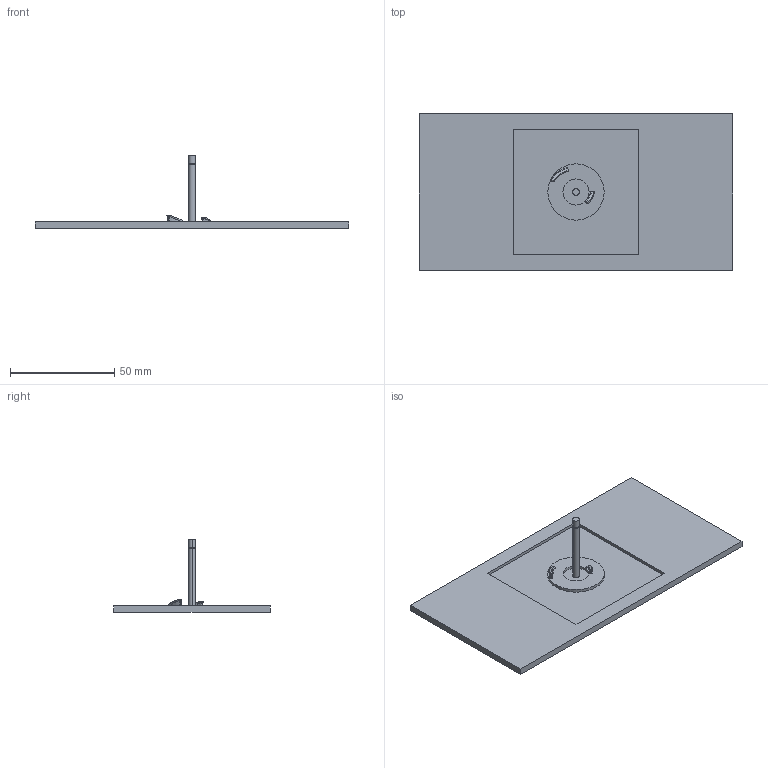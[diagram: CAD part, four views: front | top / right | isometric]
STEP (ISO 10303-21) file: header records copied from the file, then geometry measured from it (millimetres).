
FILE_DESCRIPTION (( 'STEP AP214' ), '1' );
FILE_NAME ('derailleur-jig.STEP', '2025-10-25T00:37:40', ( '' ), ( '' ), 'SwSTEP 2.0', 'SolidWorks 2025', '' );
FILE_SCHEMA (( 'AUTOMOTIVE_DESIGN' ));
Length unit declared in the file: millimetre
Products named in the file (1): derailleur-jig
Bounding box: 150 x 75 x 34.92 mm (x, y, z)
Volume: 31290.1 mm3; surface area: 24880.1 mm2
Topology: 1 solids, 1 shells, 87 faces, 203 edges, 126 vertices
Faces by surface type: bspline 41, plane 24, cylinder 18, torus 4
Entity records: 3511 total; most frequent: CARTESIAN_POINT 1789, ORIENTED_EDGE 406, DIRECTION 264, EDGE_CURVE 203, VERTEX_POINT 126, AXIS2_PLACEMENT_3D 105, EDGE_LOOP 95, B_SPLINE_CURVE_WITH_KNOTS 91
